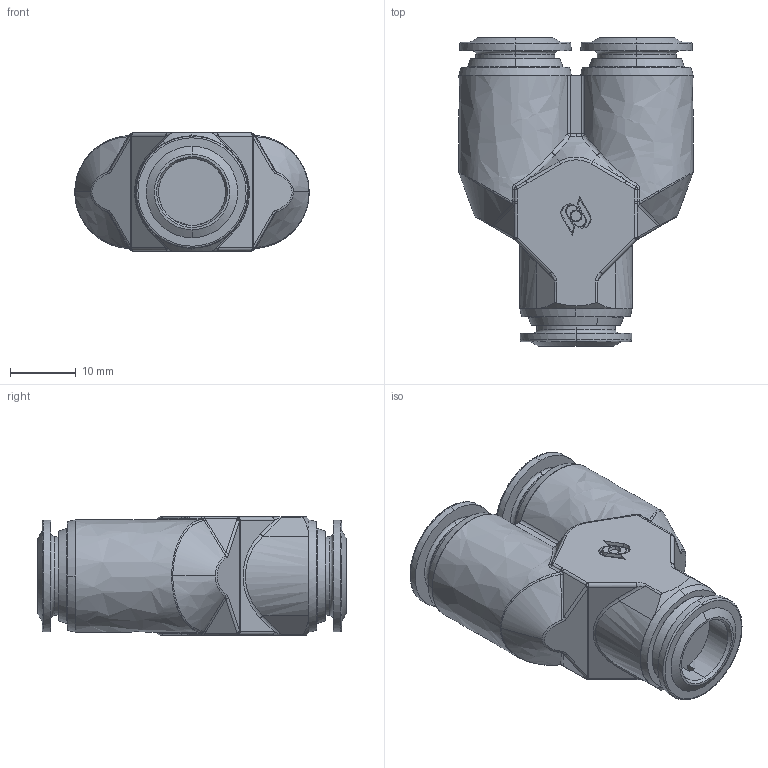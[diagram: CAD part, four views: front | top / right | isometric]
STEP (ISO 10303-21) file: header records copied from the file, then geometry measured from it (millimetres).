
FILE_DESCRIPTION (( 'STEP AP214' ), '1' );
FILE_NAME ('PY10_ME.STEP', '2018-09-06T14:02:16', ( '' ), ( '' ), 'SwSTEP 2.0', 'SolidWorks 2018', '' );
FILE_SCHEMA (( 'AUTOMOTIVE_DESIGN' ));
Length unit declared in the file: millimetre
Products named in the file (1): PY10_ME
Bounding box: 35.7 x 47 x 18 mm (x, y, z)
Volume: 16720.3 mm3; surface area: 5808 mm2
Topology: 1 solids, 1 shells, 310 faces, 755 edges, 454 vertices
Faces by surface type: bspline 310
Entity records: 14751 total; most frequent: CARTESIAN_POINT 10423, ORIENTED_EDGE 1494, EDGE_CURVE 747, B_SPLINE_CURVE_WITH_KNOTS 529, VERTEX_POINT 454, EDGE_LOOP 337, ADVANCED_FACE 310, FACE_OUTER_BOUND 310
